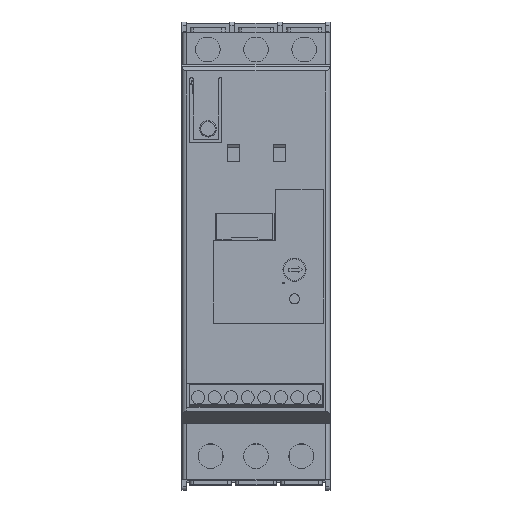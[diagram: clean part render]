
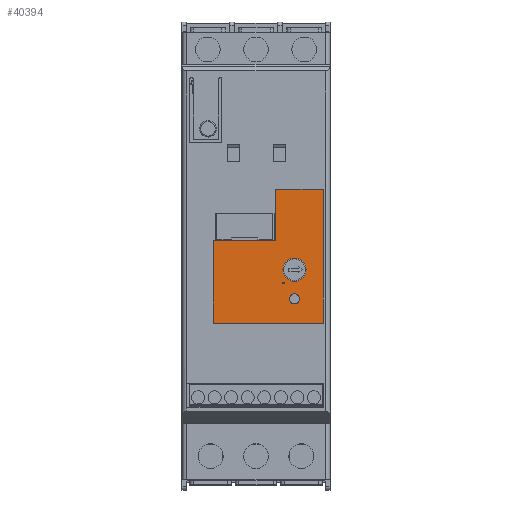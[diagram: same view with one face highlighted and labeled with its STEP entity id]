
A CAD part, top view. The second image highlights one B-rep face of the part: STEP entity #40394.
In plain terms, the highlighted planar face has unit normal (0, 0, 1).
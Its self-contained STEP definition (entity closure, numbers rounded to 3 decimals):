
#13980=CARTESIAN_POINT('',(20.656,479.806,630.503));
#13981=DIRECTION('',(0.,0.,1.));
#13982=DIRECTION('',(0.,-1.,0.));
#13983=AXIS2_PLACEMENT_3D('',#13980,#13981,#13982);
#13985=CARTESIAN_POINT('',(20.656,479.806,630.503));
#13986=DIRECTION('',(0.,0.,1.));
#13987=DIRECTION('',(0.,1.,0.));
#13988=AXIS2_PLACEMENT_3D('',#13985,#13986,#13987);
#13990=CARTESIAN_POINT('',(20.656,470.956,630.503));
#13991=DIRECTION('',(0.,0.,1.));
#13992=DIRECTION('',(0.,1.,0.));
#13993=AXIS2_PLACEMENT_3D('',#13990,#13991,#13992);
#13995=CARTESIAN_POINT('',(20.656,470.956,630.503));
#13996=DIRECTION('',(0.,0.,1.));
#13997=DIRECTION('',(0.,-1.,0.));
#13998=AXIS2_PLACEMENT_3D('',#13995,#13996,#13997);
#14000=CARTESIAN_POINT('',(17.296,475.806,630.503));
#14001=DIRECTION('',(0.,0.,1.));
#14002=DIRECTION('',(1.,0.,0.));
#14003=AXIS2_PLACEMENT_3D('',#14000,#14001,#14002);
#14005=CARTESIAN_POINT('',(17.296,475.806,630.503));
#14006=DIRECTION('',(0.,0.,1.));
#14007=DIRECTION('',(-1.,0.,0.));
#14008=AXIS2_PLACEMENT_3D('',#14005,#14006,#14007);
#14014=DIRECTION('',(1.,0.,0.));
#14015=VECTOR('',#14014,33.3);
#14016=CARTESIAN_POINT('',(-3.894,463.626,
630.503));
#14017=LINE('',#14016,#14015);
#14022=DIRECTION('',(0.,-1.,0.));
#14023=VECTOR('',#14022,25.);
#14024=CARTESIAN_POINT('',(-3.894,488.626,
630.503));
#14025=LINE('',#14024,#14023);
#14030=DIRECTION('',(-1.,0.,0.));
#14031=VECTOR('',#14030,18.8);
#14032=CARTESIAN_POINT('',(14.906,488.626,630.503));
#14033=LINE('',#14032,#14031);
#14038=DIRECTION('',(0.,-1.,0.));
#14039=VECTOR('',#14038,15.5);
#14040=CARTESIAN_POINT('',(14.906,504.126,630.503));
#14041=LINE('',#14040,#14039);
#14046=DIRECTION('',(-1.,0.,0.));
#14047=VECTOR('',#14046,14.5);
#14048=CARTESIAN_POINT('',(29.406,504.126,630.503));
#14049=LINE('',#14048,#14047);
#14054=DIRECTION('',(0.,1.,0.));
#14055=VECTOR('',#14054,40.5);
#14056=CARTESIAN_POINT('',(29.406,463.626,630.503));
#14057=LINE('',#14056,#14055);
#20370=CARTESIAN_POINT('',(-3.894,463.626,
630.503));
#20371=VERTEX_POINT('',#20370);
#20372=CARTESIAN_POINT('',(29.406,463.626,630.503));
#20373=VERTEX_POINT('',#20372);
#20374=CARTESIAN_POINT('',(-3.894,488.626,
630.503));
#20375=VERTEX_POINT('',#20374);
#20376=CARTESIAN_POINT('',(14.906,488.626,630.503));
#20377=VERTEX_POINT('',#20376);
#20378=CARTESIAN_POINT('',(14.906,504.126,630.503));
#20379=VERTEX_POINT('',#20378);
#20380=CARTESIAN_POINT('',(29.406,504.126,630.503));
#20381=VERTEX_POINT('',#20380);
#20382=CARTESIAN_POINT('',(20.656,476.306,630.503));
#20383=CARTESIAN_POINT('',(20.656,483.306,630.503));
#20384=VERTEX_POINT('',#20382);
#20385=VERTEX_POINT('',#20383);
#20386=CARTESIAN_POINT('',(20.656,472.481,630.503));
#20387=CARTESIAN_POINT('',(20.656,469.431,630.503));
#20388=VERTEX_POINT('',#20386);
#20389=VERTEX_POINT('',#20387);
#20390=CARTESIAN_POINT('',(17.546,475.806,630.503));
#20391=CARTESIAN_POINT('',(17.046,475.806,630.503));
#20392=VERTEX_POINT('',#20390);
#20393=VERTEX_POINT('',#20391);
#40358=CARTESIAN_POINT('',(-13.494,416.726,
630.503));
#40359=DIRECTION('',(0.,0.,1.));
#40360=DIRECTION('',(1.,0.,0.));
#40361=AXIS2_PLACEMENT_3D('',#40358,#40359,#40360);
#40362=PLANE('',#40361);
#40364=ORIENTED_EDGE('',*,*,#40363,.F.);
#40366=ORIENTED_EDGE('',*,*,#40365,.F.);
#40368=ORIENTED_EDGE('',*,*,#40367,.F.);
#40370=ORIENTED_EDGE('',*,*,#40369,.F.);
#40372=ORIENTED_EDGE('',*,*,#40371,.F.);
#40374=ORIENTED_EDGE('',*,*,#40373,.F.);
#40375=EDGE_LOOP('',(#40364,#40366,#40368,#40370,#40372,#40374));
#40376=FACE_OUTER_BOUND('',#40375,.F.);
#40378=ORIENTED_EDGE('',*,*,#40377,.T.);
#40380=ORIENTED_EDGE('',*,*,#40379,.T.);
#40381=EDGE_LOOP('',(#40378,#40380));
#40382=FACE_BOUND('',#40381,.F.);
#40383=ORIENTED_EDGE('',*,*,#40348,.T.);
#40385=ORIENTED_EDGE('',*,*,#40384,.T.);
#40386=EDGE_LOOP('',(#40383,#40385));
#40387=FACE_BOUND('',#40386,.F.);
#40389=ORIENTED_EDGE('',*,*,#40388,.T.);
#40391=ORIENTED_EDGE('',*,*,#40390,.T.);
#40392=EDGE_LOOP('',(#40389,#40391));
#40393=FACE_BOUND('',#40392,.F.);
#40394=ADVANCED_FACE('',(#40376,#40382,#40387,#40393),#40362,.T.);
#13984=CIRCLE('',#13983,3.5);
#13989=CIRCLE('',#13988,3.5);
#13994=CIRCLE('',#13993,1.525);
#13999=CIRCLE('',#13998,1.525);
#14004=CIRCLE('',#14003,0.25);
#14009=CIRCLE('',#14008,0.25);
#40348=EDGE_CURVE('',#20388,#20389,#13994,.T.);
#40363=EDGE_CURVE('',#20371,#20373,#14017,.T.);
#40365=EDGE_CURVE('',#20375,#20371,#14025,.T.);
#40367=EDGE_CURVE('',#20377,#20375,#14033,.T.);
#40369=EDGE_CURVE('',#20379,#20377,#14041,.T.);
#40371=EDGE_CURVE('',#20381,#20379,#14049,.T.);
#40373=EDGE_CURVE('',#20373,#20381,#14057,.T.);
#40377=EDGE_CURVE('',#20384,#20385,#13984,.T.);
#40379=EDGE_CURVE('',#20385,#20384,#13989,.T.);
#40384=EDGE_CURVE('',#20389,#20388,#13999,.T.);
#40388=EDGE_CURVE('',#20392,#20393,#14004,.T.);
#40390=EDGE_CURVE('',#20393,#20392,#14009,.T.);
